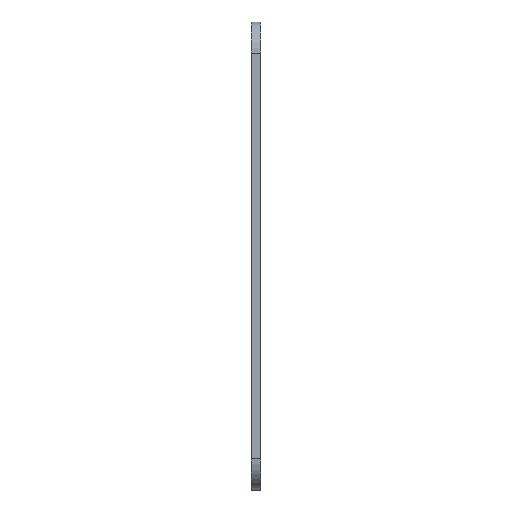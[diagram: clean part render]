
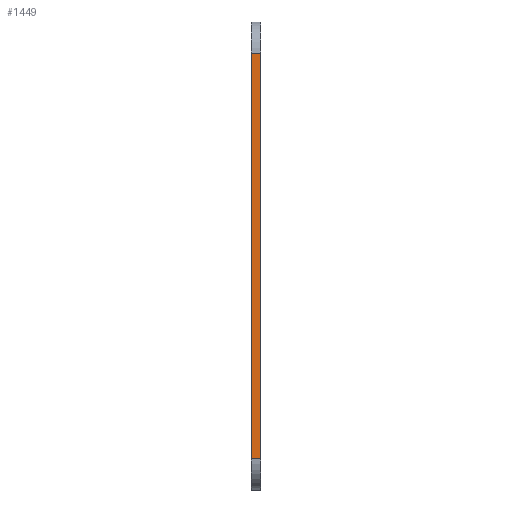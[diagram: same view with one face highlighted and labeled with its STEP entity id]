
A CAD part, left-side view. The second image highlights one B-rep face of the part: STEP entity #1449.
In plain terms, the highlighted planar face has unit normal (-1, 0, 0).
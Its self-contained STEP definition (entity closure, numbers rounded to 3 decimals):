
#41=PLANE('',#1571);
#85=FACE_OUTER_BOUND('',#171,.T.);
#171=EDGE_LOOP('',(#1065,#1066,#1067,#1068));
#260=LINE('',#2127,#412);
#298=LINE('',#2262,#450);
#299=LINE('',#2265,#451);
#300=LINE('',#2266,#452);
#412=VECTOR('',#1694,10.);
#450=VECTOR('',#1794,10.);
#451=VECTOR('',#1797,10.);
#452=VECTOR('',#1798,10.);
#630=VERTEX_POINT('',#2124);
#631=VERTEX_POINT('',#2126);
#696=VERTEX_POINT('',#2258);
#698=VERTEX_POINT('',#2264);
#776=EDGE_CURVE('',#630,#631,#260,.T.);
#844=EDGE_CURVE('',#631,#696,#298,.T.);
#845=EDGE_CURVE('',#698,#630,#299,.T.);
#846=EDGE_CURVE('',#696,#698,#300,.T.);
#1065=ORIENTED_EDGE('',*,*,#844,.F.);
#1066=ORIENTED_EDGE('',*,*,#776,.F.);
#1067=ORIENTED_EDGE('',*,*,#845,.F.);
#1068=ORIENTED_EDGE('',*,*,#846,.F.);
#1449=ADVANCED_FACE('',(#85),#41,.T.);
#1571=AXIS2_PLACEMENT_3D('',#2263,#1795,#1796);
#1694=DIRECTION('',(0.,0.,-1.));
#1794=DIRECTION('',(0.,1.,0.));
#1795=DIRECTION('center_axis',(-1.,0.,0.));
#1796=DIRECTION('ref_axis',(0.,0.,1.));
#1797=DIRECTION('',(0.,-1.,0.));
#1798=DIRECTION('',(0.,0.,1.));
#2124=CARTESIAN_POINT('',(-12.644,0.,119.771));
#2126=CARTESIAN_POINT('',(-12.644,0.,54.652));
#2127=CARTESIAN_POINT('',(-12.644,0.,124.771));
#2258=CARTESIAN_POINT('',(-12.644,1.5,54.652));
#2262=CARTESIAN_POINT('',(-12.644,0.,54.652));
#2263=CARTESIAN_POINT('Origin',(-12.644,0.,49.652));
#2264=CARTESIAN_POINT('',(-12.644,1.5,119.771));
#2265=CARTESIAN_POINT('',(-12.644,0.,119.771));
#2266=CARTESIAN_POINT('',(-12.644,1.5,124.771));
